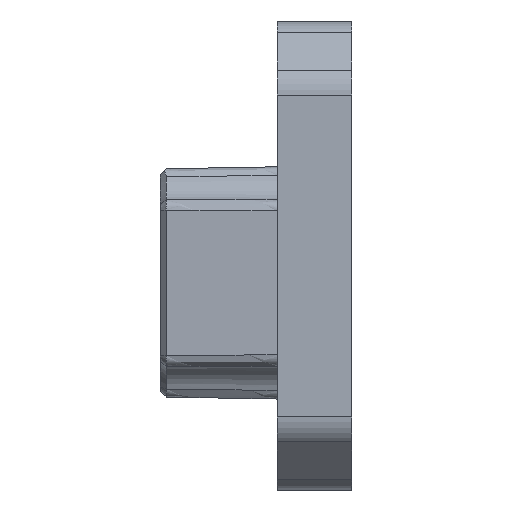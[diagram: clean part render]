
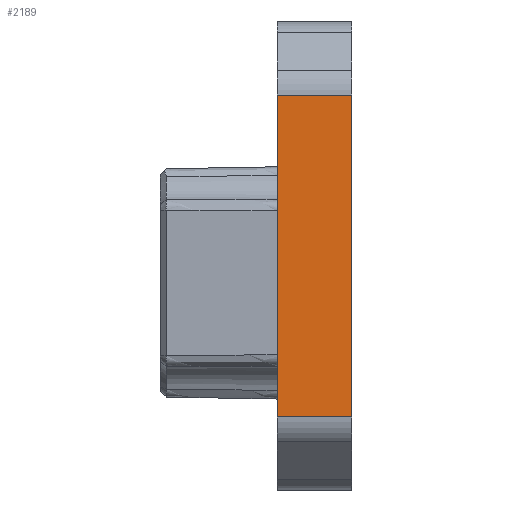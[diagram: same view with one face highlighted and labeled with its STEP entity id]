
A CAD part, front view. The second image highlights one B-rep face of the part: STEP entity #2189.
In plain terms, the highlighted planar face has unit normal (0, -1, 0).
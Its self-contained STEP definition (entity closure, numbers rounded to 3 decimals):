
#256=PLANE('',#2377);
#303=FACE_OUTER_BOUND('',#449,.T.);
#449=EDGE_LOOP('',(#1642,#1643,#1644,#1645));
#560=LINE('',#2967,#697);
#587=LINE('',#3076,#724);
#605=LINE('',#3647,#742);
#607=LINE('',#3650,#744);
#697=VECTOR('',#2498,10.);
#724=VECTOR('',#2603,10.);
#742=VECTOR('',#2663,10.);
#744=VECTOR('',#2667,10.);
#901=VERTEX_POINT('',#2964);
#902=VERTEX_POINT('',#2966);
#944=VERTEX_POINT('',#3073);
#945=VERTEX_POINT('',#3075);
#1122=EDGE_CURVE('',#901,#902,#560,.T.);
#1177=EDGE_CURVE('',#944,#945,#587,.T.);
#1223=EDGE_CURVE('',#902,#944,#605,.T.);
#1225=EDGE_CURVE('',#945,#901,#607,.T.);
#1642=ORIENTED_EDGE('',*,*,#1223,.F.);
#1643=ORIENTED_EDGE('',*,*,#1122,.F.);
#1644=ORIENTED_EDGE('',*,*,#1225,.F.);
#1645=ORIENTED_EDGE('',*,*,#1177,.F.);
#2189=ADVANCED_FACE('',(#303),#256,.T.);
#2377=AXIS2_PLACEMENT_3D('',#3654,#2673,#2674);
#2498=DIRECTION('',(0.,0.,-1.));
#2603=DIRECTION('',(0.,0.,1.));
#2663=DIRECTION('',(-1.,0.,0.));
#2667=DIRECTION('',(1.,0.,0.));
#2673=DIRECTION('center_axis',(0.,-1.,0.));
#2674=DIRECTION('ref_axis',(0.,0.,
-1.));
#2964=CARTESIAN_POINT('',(373.3,118.6,-111.243));
#2966=CARTESIAN_POINT('',(373.3,118.6,-138.757));
#2967=CARTESIAN_POINT('',(373.3,118.6,-115.));
#3073=CARTESIAN_POINT('',(366.95,118.6,-138.757));
#3075=CARTESIAN_POINT('',(366.95,118.6,-111.243));
#3076=CARTESIAN_POINT('',(366.95,118.6,-145.));
#3647=CARTESIAN_POINT('',(366.95,118.6,-138.757));
#3650=CARTESIAN_POINT('',(366.95,118.6,-111.243));
#3654=CARTESIAN_POINT('Origin',(366.95,118.6,-105.));
